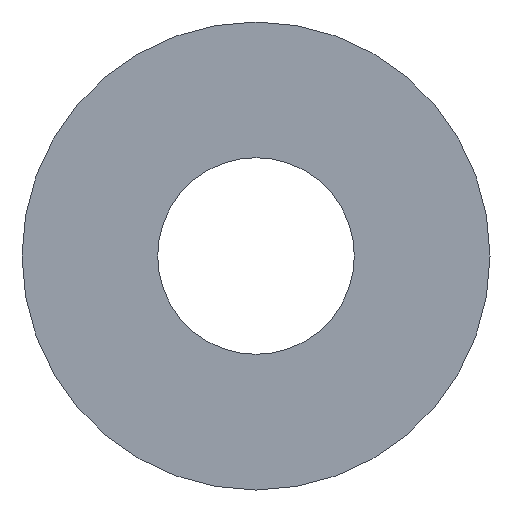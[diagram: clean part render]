
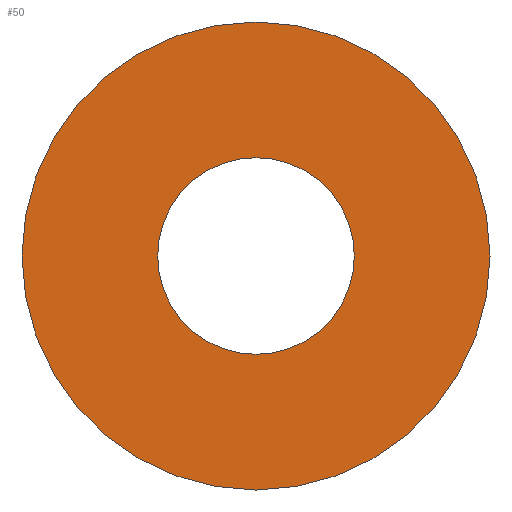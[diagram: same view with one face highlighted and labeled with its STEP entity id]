
A CAD part, front view. The second image highlights one B-rep face of the part: STEP entity #50.
In plain terms, the highlighted planar face has unit normal (0, -1, 0).
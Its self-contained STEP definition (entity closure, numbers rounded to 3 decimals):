
#50=ADVANCED_FACE('',(#61,#62),#63,.T.);
#61=FACE_BOUND('',#75,.T.);
#62=FACE_OUTER_BOUND('',#76,.T.);
#63=PLANE('',#77);
#75=EDGE_LOOP('',(#109,#110));
#76=EDGE_LOOP('',(#111,#112));
#77=AXIS2_PLACEMENT_3D('',#113,#114,#115);
#109=ORIENTED_EDGE('',*,*,#131,.T.);
#110=ORIENTED_EDGE('',*,*,#130,.T.);
#111=ORIENTED_EDGE('',*,*,#134,.T.);
#112=ORIENTED_EDGE('',*,*,#124,.T.);
#113=CARTESIAN_POINT('',(0.0,0.0,0.0));
#114=DIRECTION('',(0.0,-1.0,0.0));
#115=DIRECTION('',(-1.0,0.0,0.0));
#124=EDGE_CURVE('',#138,#135,#139,.T.);
#130=EDGE_CURVE('',#144,#148,#150,.T.);
#131=EDGE_CURVE('',#148,#144,#151,.T.);
#134=EDGE_CURVE('',#135,#138,#154,.T.);
#135=VERTEX_POINT('',#155);
#138=VERTEX_POINT('',#159);
#139=CIRCLE('',#160,29.75);
#144=VERTEX_POINT('',#166);
#148=VERTEX_POINT('',#171);
#150=CIRCLE('',#174,12.5);
#151=CIRCLE('',#175,12.5);
#154=CIRCLE('',#178,29.75);
#155=CARTESIAN_POINT('',(29.75,0.0,0.0));
#159=CARTESIAN_POINT('',(-29.75,0.0,0.));
#160=AXIS2_PLACEMENT_3D('',#180,#181,#182);
#166=CARTESIAN_POINT('',(12.5,0.0,0.));
#171=CARTESIAN_POINT('',(-12.5,0.0,0.));
#174=AXIS2_PLACEMENT_3D('',#192,#193,#194);
#175=AXIS2_PLACEMENT_3D('',#195,#196,#197);
#178=AXIS2_PLACEMENT_3D('',#204,#205,#206);
#180=CARTESIAN_POINT('',(0.0,0.0,0.0));
#181=DIRECTION('',(0.0,-1.0,0.0));
#182=DIRECTION('',(1.0,0.0,0.0));
#192=CARTESIAN_POINT('',(0.0,0.0,0.0));
#193=DIRECTION('',(-0.0,1.0,0.0));
#194=DIRECTION('',(1.0,0.0,0.0));
#195=CARTESIAN_POINT('',(0.0,0.0,0.0));
#196=DIRECTION('',(-0.0,1.0,0.0));
#197=DIRECTION('',(1.0,0.0,0.0));
#204=CARTESIAN_POINT('',(0.0,0.0,0.0));
#205=DIRECTION('',(0.0,-1.0,0.0));
#206=DIRECTION('',(1.0,0.0,0.0));
